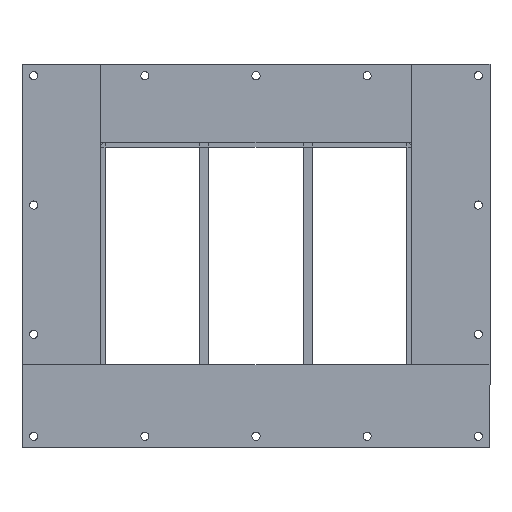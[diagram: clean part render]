
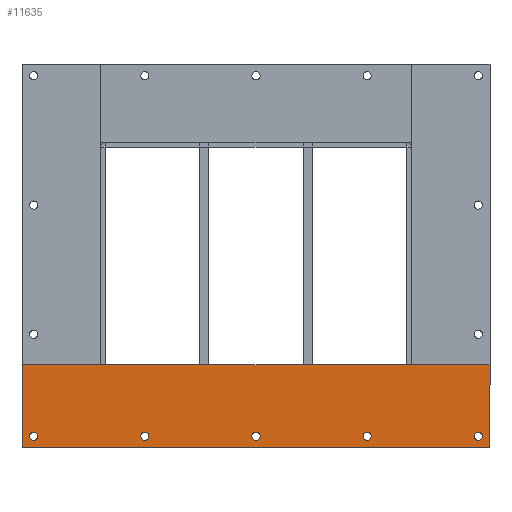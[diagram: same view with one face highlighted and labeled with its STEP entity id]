
A CAD part, left-side view. The second image highlights one B-rep face of the part: STEP entity #11635.
In plain terms, the highlighted planar face has unit normal (-1, 0, 0).
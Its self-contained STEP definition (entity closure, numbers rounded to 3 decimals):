
#903=LINE('',#18497,#1599);
#921=LINE('',#18532,#1617);
#972=LINE('',#18912,#1668);
#973=LINE('',#18914,#1669);
#974=LINE('',#18916,#1670);
#975=LINE('',#18917,#1671);
#976=LINE('',#18918,#1672);
#977=LINE('',#18920,#1673);
#978=LINE('',#18922,#1674);
#979=LINE('',#18923,#1675);
#1599=VECTOR('',#14751,10.);
#1617=VECTOR('',#14783,10.);
#1668=VECTOR('',#15032,10.);
#1669=VECTOR('',#15033,10.);
#1670=VECTOR('',#15034,10.);
#1671=VECTOR('',#15035,10.);
#1672=VECTOR('',#15036,10.);
#1673=VECTOR('',#15037,10.);
#1674=VECTOR('',#15038,10.);
#1675=VECTOR('',#15039,10.);
#2162=FACE_BOUND('',#3510,.T.);
#2163=FACE_BOUND('',#3511,.T.);
#2164=FACE_BOUND('',#3512,.T.);
#2165=FACE_BOUND('',#3513,.T.);
#2166=FACE_BOUND('',#3514,.T.);
#2693=FACE_OUTER_BOUND('',#3509,.T.);
#3509=EDGE_LOOP('',(#8673,#8674,#8675,#8676,#8677,#8678,#8679,#8680,#8681,
#8682));
#3510=EDGE_LOOP('',(#8683));
#3511=EDGE_LOOP('',(#8684));
#3512=EDGE_LOOP('',(#8685));
#3513=EDGE_LOOP('',(#8686));
#3514=EDGE_LOOP('',(#8687));
#4226=CIRCLE('',#12690,5.25);
#4227=CIRCLE('',#12691,5.25);
#4228=CIRCLE('',#12692,5.25);
#4229=CIRCLE('',#12693,5.25);
#4230=CIRCLE('',#12694,5.25);
#4925=VERTEX_POINT('',#18494);
#4926=VERTEX_POINT('',#18496);
#4933=VERTEX_POINT('',#18517);
#4935=VERTEX_POINT('',#18526);
#5021=VERTEX_POINT('',#18910);
#5022=VERTEX_POINT('',#18911);
#5023=VERTEX_POINT('',#18913);
#5024=VERTEX_POINT('',#18915);
#5025=VERTEX_POINT('',#18919);
#5026=VERTEX_POINT('',#18921);
#5027=VERTEX_POINT('',#18924);
#5028=VERTEX_POINT('',#18926);
#5029=VERTEX_POINT('',#18928);
#5030=VERTEX_POINT('',#18930);
#5031=VERTEX_POINT('',#18932);
#6167=EDGE_CURVE('',#4926,#4925,#903,.F.);
#6185=EDGE_CURVE('',#4933,#4935,#921,.T.);
#6320=EDGE_CURVE('',#5021,#5022,#972,.T.);
#6321=EDGE_CURVE('',#5023,#5021,#973,.T.);
#6322=EDGE_CURVE('',#5024,#5023,#974,.T.);
#6323=EDGE_CURVE('',#4926,#5024,#975,.T.);
#6324=EDGE_CURVE('',#4935,#4925,#976,.T.);
#6325=EDGE_CURVE('',#5025,#4933,#977,.T.);
#6326=EDGE_CURVE('',#5026,#5025,#978,.T.);
#6327=EDGE_CURVE('',#5022,#5026,#979,.T.);
#6328=EDGE_CURVE('',#5027,#5027,#4226,.T.);
#6329=EDGE_CURVE('',#5028,#5028,#4227,.T.);
#6330=EDGE_CURVE('',#5029,#5029,#4228,.T.);
#6331=EDGE_CURVE('',#5030,#5030,#4229,.T.);
#6332=EDGE_CURVE('',#5031,#5031,#4230,.T.);
#8673=ORIENTED_EDGE('',*,*,#6320,.F.);
#8674=ORIENTED_EDGE('',*,*,#6321,.F.);
#8675=ORIENTED_EDGE('',*,*,#6322,.F.);
#8676=ORIENTED_EDGE('',*,*,#6323,.F.);
#8677=ORIENTED_EDGE('',*,*,#6167,.T.);
#8678=ORIENTED_EDGE('',*,*,#6324,.F.);
#8679=ORIENTED_EDGE('',*,*,#6185,.F.);
#8680=ORIENTED_EDGE('',*,*,#6325,.F.);
#8681=ORIENTED_EDGE('',*,*,#6326,.F.);
#8682=ORIENTED_EDGE('',*,*,#6327,.F.);
#8683=ORIENTED_EDGE('',*,*,#6328,.T.);
#8684=ORIENTED_EDGE('',*,*,#6329,.T.);
#8685=ORIENTED_EDGE('',*,*,#6330,.T.);
#8686=ORIENTED_EDGE('',*,*,#6331,.T.);
#8687=ORIENTED_EDGE('',*,*,#6332,.T.);
#10283=PLANE('',#12689);
#11635=ADVANCED_FACE('',(#2693,#2162,#2163,#2164,#2165,#2166),#10283,.F.);
#12689=AXIS2_PLACEMENT_3D('',#18909,#15030,#15031);
#12690=AXIS2_PLACEMENT_3D('',#18925,#15040,#15041);
#12691=AXIS2_PLACEMENT_3D('',#18927,#15042,#15043);
#12692=AXIS2_PLACEMENT_3D('',#18929,#15044,#15045);
#12693=AXIS2_PLACEMENT_3D('',#18931,#15046,#15047);
#12694=AXIS2_PLACEMENT_3D('',#18933,#15048,#15049);
#14751=DIRECTION('',(0.,-1.,0.));
#14783=DIRECTION('',(0.,-1.,0.));
#15030=DIRECTION('center_axis',(1.,0.,0.));
#15031=DIRECTION('ref_axis',(0.,-1.,0.));
#15032=DIRECTION('',(0.,-1.,0.));
#15033=DIRECTION('',(0.,0.,1.));
#15034=DIRECTION('',(0.,1.,0.));
#15035=DIRECTION('',(0.,0.,-1.));
#15036=DIRECTION('',(0.,-1.,0.));
#15037=DIRECTION('',(0.,-1.,0.));
#15038=DIRECTION('',(0.,-1.,0.));
#15039=DIRECTION('',(0.,-1.,0.));
#15040=DIRECTION('center_axis',(1.,0.,0.));
#15041=DIRECTION('ref_axis',(0.,-1.,0.));
#15042=DIRECTION('center_axis',(1.,0.,0.));
#15043=DIRECTION('ref_axis',(0.,-1.,0.));
#15044=DIRECTION('center_axis',(1.,0.,0.));
#15045=DIRECTION('ref_axis',(0.,-1.,0.));
#15046=DIRECTION('center_axis',(1.,0.,0.));
#15047=DIRECTION('ref_axis',(0.,-1.,0.));
#15048=DIRECTION('center_axis',(1.,0.,0.));
#15049=DIRECTION('ref_axis',(0.,-1.,0.));
#18494=CARTESIAN_POINT('',(0.,6.,-290.));
#18496=CARTESIAN_POINT('',(0.,-100.,-290.));
#18497=CARTESIAN_POINT('',(0.,-75.,-290.));
#18517=CARTESIAN_POINT('',(0.,138.5,-290.));
#18526=CARTESIAN_POINT('',(0.,126.5,-290.));
#18532=CARTESIAN_POINT('',(0.,126.5,-290.));
#18909=CARTESIAN_POINT('Origin',(0.,198.75,-343.));
#18910=CARTESIAN_POINT('',(0.,497.5,-290.));
#18911=CARTESIAN_POINT('',(0.,391.5,-290.));
#18912=CARTESIAN_POINT('',(0.,497.5,-290.));
#18913=CARTESIAN_POINT('',(0.,497.5,-396.));
#18914=CARTESIAN_POINT('',(0.,497.5,-396.));
#18915=CARTESIAN_POINT('',(0.,-100.,-396.));
#18916=CARTESIAN_POINT('',(0.,-100.,-396.));
#18917=CARTESIAN_POINT('',(0.,-100.,-290.));
#18918=CARTESIAN_POINT('',(0.,497.5,-290.));
#18919=CARTESIAN_POINT('',(0.,259.,-290.));
#18920=CARTESIAN_POINT('',(0.,497.5,-290.));
#18921=CARTESIAN_POINT('',(0.,271.,-290.));
#18922=CARTESIAN_POINT('',(0.,497.5,-290.));
#18923=CARTESIAN_POINT('',(0.,497.5,-290.));
#18924=CARTESIAN_POINT('',(0.,62.125,-381.));
#18925=CARTESIAN_POINT('Origin',(0.,56.875,
-381.));
#18926=CARTESIAN_POINT('',(0.,345.875,-381.));
#18927=CARTESIAN_POINT('Origin',(0.,340.625,-381.));
#18928=CARTESIAN_POINT('',(0.,487.75,-381.));
#18929=CARTESIAN_POINT('Origin',(0.,482.5,-381.));
#18930=CARTESIAN_POINT('',(0.,204.,-381.));
#18931=CARTESIAN_POINT('Origin',(0.,198.75,-381.));
#18932=CARTESIAN_POINT('',(0.,-79.75,-381.));
#18933=CARTESIAN_POINT('Origin',(0.,-85.,
-381.));
